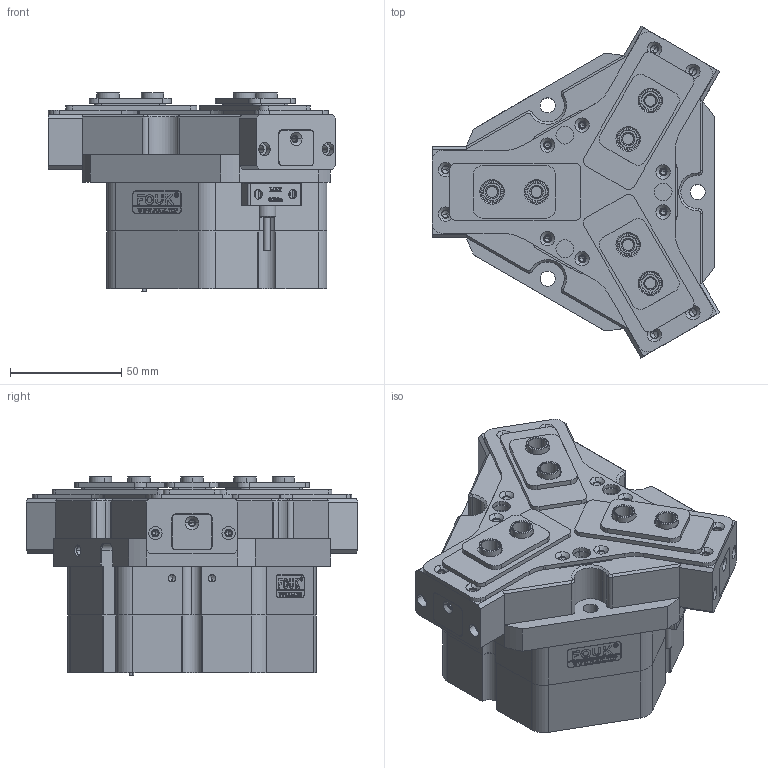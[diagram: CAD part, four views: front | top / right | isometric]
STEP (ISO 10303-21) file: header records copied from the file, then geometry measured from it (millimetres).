
FILE_DESCRIPTION (( 'STEP AP203' ), '1' );
FILE_NAME ('FZ70-125-S-P-NC.STEP', '2025-03-30T08:34:22', ( 'USER-' ), ( 'Microsoft' ), 'SwSTEP 2.0', 'SolidWorks 2018', '' );
FILE_SCHEMA (( 'CONFIG_CONTROL_DESIGN' ));
Length unit declared in the file: millimetre
Products named in the file (20): FZ70-125-S-P-NC; TZT70-125-M-09 忒硌薊啣; 揤輸蚾饜极; 20241226-M4 M4換覜ん揤輸; TZT70-125-M-11 奻葡裔啣; 25x10-R1.5; TZT70-125-S-02 賑輸; TZT70-125-M-14 耜猾苤裔; TZT70-125-M-12 痄雄結啣; 苤覜聆假蚾璃; TZT70-125-M-13 耜猾极; 电容传感器8x23接近开关; TZT70-125-M-NC-05 赻坶菁裔啣; 0-TZT70-125 -  P; 内六角圆柱头螺钉[GBT70_1-2008][M2.5×8]_M2.5×8; 棠羲換覜ん; TZT70-125-M-10 囀笢猾啣; TZT70-125-M-01褲极; TZT70-125-M-06 笢猾啣; ﾏ擎ﾗ10｡ﾁ8｡ﾁ6
Assembly tree (48 placements, depth 3):
  FZ70-125-S-P-NC
    TZT70-125-M-01褲极
    TZT70-125-S-02 賑輸  x3
    TZT70-125-M-06 笢猾啣
    TZT70-125-M-10 囀笢猾啣  x3
    揤輸蚾饜极  x3
      内六角圆柱头螺钉[GBT70_1-2008][M2.5×8]_M2.5×8
      苤覜聆假蚾璃
    电容传感器8x23接近开关  x2
    20241226-M4 M4換覜ん揤輸  x2
    棠羲換覜ん  x2
    ﾏ擎ﾗ10｡ﾁ8｡ﾁ6  x12
    25x10-R1.5
    0-TZT70-125 -  P
      TZT70-125-M-09 忒硌薊啣  x3
      TZT70-125-M-12 痄雄結啣  x3
      TZT70-125-M-13 耜猾极  x3
      TZT70-125-M-11 奻葡裔啣
      TZT70-125-M-14 耜猾苤裔  x3
    TZT70-125-M-NC-05 赻坶菁裔啣
Bounding box: 129.35 x 149.36 x 89.51 mm (x, y, z)
Volume: 718461.3 mm3; surface area: 177328.9 mm2
Topology: 50 solids, 53 shells, 2811 faces, 7320 edges, 4674 vertices
Faces by surface type: plane 1281, cylinder 746, cone 381, bspline 379, torus 24
Entity records: 66146 total; most frequent: CARTESIAN_POINT 20530, ORIENTED_EDGE 9244, DIRECTION 8171, EDGE_CURVE 4622, LINE 3009, VECTOR 3009, VERTEX_POINT 3000, AXIS2_PLACEMENT_3D 2581
